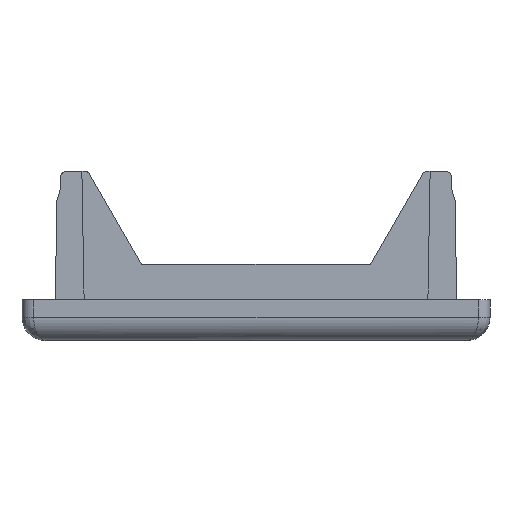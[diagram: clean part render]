
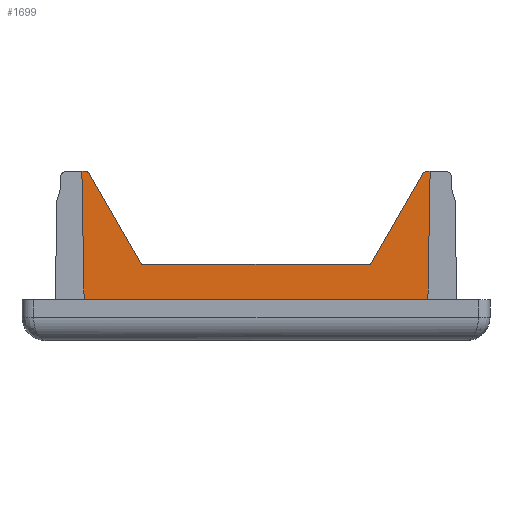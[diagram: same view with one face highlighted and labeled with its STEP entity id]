
A CAD part, left-side view. The second image highlights one B-rep face of the part: STEP entity #1699.
In plain terms, the highlighted planar face has unit normal (-1, 0, 0.018).
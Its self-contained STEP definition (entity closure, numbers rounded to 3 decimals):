
#46 = CARTESIAN_POINT ( 'NONE',  ( -0.794, -14.688, 11. ) ) ;
#48 = CARTESIAN_POINT ( 'NONE',  ( -1., 14.715, -0.8 ) ) ;
#75 = CARTESIAN_POINT ( 'NONE',  ( -0.794, -14.921, 11. ) ) ;
#94 = VERTEX_POINT ( 'NONE', #2095 ) ;
#159 = DIRECTION ( 'NONE',  ( 0., -1., 0. ) ) ;
#201 = DIRECTION ( 'NONE',  ( 0., 1., 0. ) ) ;
#212 = VERTEX_POINT ( 'NONE', #1589 ) ;
#219 = DIRECTION ( 'NONE',  ( -1., 0., 0.017 ) ) ;
#245 = ORIENTED_EDGE ( 'NONE', *, *, #1898, .F. ) ;
#271 = LINE ( 'NONE', #1240, #737 ) ;
#289 = CARTESIAN_POINT ( 'NONE',  ( -0.798, -14.255, 10.75 ) ) ;
#351 = CARTESIAN_POINT ( 'NONE',  ( -0.798, 14.255, 10.75 ) ) ;
#357 = CARTESIAN_POINT ( 'NONE',  ( -1.009, -14.706, -1.313 ) ) ;
#433 = AXIS2_PLACEMENT_3D ( 'NONE', #48, #219, #1432 ) ;
#461 = VERTEX_POINT ( 'NONE', #1307 ) ;
#491 = CARTESIAN_POINT ( 'NONE',  ( -1., 14.715, -0.804 ) ) ;
#494 = DIRECTION ( 'NONE',  ( 0., -1., 0. ) ) ;
#515 = VECTOR ( 'NONE', #1022, 1000. ) ;
#543 = VECTOR ( 'NONE', #494, 1000. ) ;
#546 = VECTOR ( 'NONE', #201, 1000. ) ;
#592 = ORIENTED_EDGE ( 'NONE', *, *, #1862, .T. ) ;
#604 = VERTEX_POINT ( 'NONE', #605 ) ;
#605 = CARTESIAN_POINT ( 'NONE',  ( -0.933, 9.8, 3.034 ) ) ;
#674 = ORIENTED_EDGE ( 'NONE', *, *, #2209, .T. ) ;
#707 = CARTESIAN_POINT ( 'NONE',  ( -0.794, 14.688, 11. ) ) ;
#737 = VECTOR ( 'NONE', #1075, 1000. ) ;
#740 = ORIENTED_EDGE ( 'NONE', *, *, #813, .T. ) ;
#758 = ORIENTED_EDGE ( 'NONE', *, *, #1463, .T. ) ;
#797 = CARTESIAN_POINT ( 'NONE',  ( -0.796, -14.347, 10.908 ) ) ;
#810 = DIRECTION ( 'NONE',  ( -0.015, 0.5, -0.866 ) ) ;
#813 = EDGE_CURVE ( 'NONE', #1199, #1877, #2054, .T. ) ;
#816 = DIRECTION ( 'NONE',  ( 0., -1., 0. ) ) ;
#858 = VECTOR ( 'NONE', #816, 1000. ) ;
#877 = CARTESIAN_POINT ( 'NONE',  ( -0.798, 14.255, 10.75 ) ) ;
#893 = CARTESIAN_POINT ( 'NONE',  ( -0.794, 14.688, 11. ) ) ;
#940 = ORIENTED_EDGE ( 'NONE', *, *, #978, .T. ) ;
#957 = LINE ( 'NONE', #1368, #1357 ) ;
#977 = CARTESIAN_POINT ( 'NONE',  ( -0.794, -14.505, 11. ) ) ;
#978 = EDGE_CURVE ( 'NONE', #212, #461, #987, .T. ) ;
#982 = VERTEX_POINT ( 'NONE', #1878 ) ;
#987 = LINE ( 'NONE', #491, #515 ) ;
#1022 = DIRECTION ( 'NONE',  ( -0.017, -0.017, -1. ) ) ;
#1073 = VERTEX_POINT ( 'NONE', #877 ) ;
#1075 = DIRECTION ( 'NONE',  ( 0.015, 0.5, 0.866 ) ) ;
#1089 = PLANE ( 'NONE',  #433 ) ;
#1117 = EDGE_CURVE ( 'NONE', #1223, #982, #1663, .T. ) ;
#1140 = VERTEX_POINT ( 'NONE', #893 ) ;
#1151 = CARTESIAN_POINT ( 'NONE',  ( -0.798, -14.255, 10.75 ) ) ;
#1158 = EDGE_CURVE ( 'NONE', #604, #1073, #271, .T. ) ;
#1197 = VECTOR ( 'NONE', #1756, 1000. ) ;
#1199 = VERTEX_POINT ( 'NONE', #46 ) ;
#1223 = VERTEX_POINT ( 'NONE', #75 ) ;
#1240 = CARTESIAN_POINT ( 'NONE',  ( -0.946, 9.368, 2.287 ) ) ;
#1245 = CARTESIAN_POINT ( 'NONE',  ( -0.933, 14.715, 3.034 ) ) ;
#1307 = CARTESIAN_POINT ( 'NONE',  ( -1., 14.715, -0.8 ) ) ;
#1357 = VECTOR ( 'NONE', #159, 1000. ) ;
#1368 = CARTESIAN_POINT ( 'NONE',  ( -0.794, 14.715, 11. ) ) ;
#1372 = LINE ( 'NONE', #2023, #2246 ) ;
#1432 = DIRECTION ( 'NONE',  ( 0.017, 0., 1. ) ) ;
#1463 = EDGE_CURVE ( 'NONE', #461, #982, #1936, .T. ) ;
#1493 = ORIENTED_EDGE ( 'NONE', *, *, #2250, .T. ) ;
#1520 = EDGE_CURVE ( 'NONE', #212, #1140, #957, .T. ) ;
#1532 = CARTESIAN_POINT ( 'NONE',  ( -1., 14.715, -0.8 ) ) ;
#1568 = CARTESIAN_POINT ( 'NONE',  ( -0.796, 14.347, 10.908 ) ) ;
#1589 = CARTESIAN_POINT ( 'NONE',  ( -0.794, 14.921, 11. ) ) ;
#1595 = EDGE_LOOP ( 'NONE', ( #245, #740, #592, #1493, #2157, #674, #2248, #940, #758, #1758 ) ) ;
#1663 = LINE ( 'NONE', #357, #1197 ) ;
#1699 = ADVANCED_FACE ( 'NONE', ( #1850 ), #1089, .T. ) ;
#1745 = CARTESIAN_POINT ( 'NONE',  ( -0.794, 14.505, 11. ) ) ;
#1756 = DIRECTION ( 'NONE',  ( -0.017, 0.017, -1. ) ) ;
#1758 = ORIENTED_EDGE ( 'NONE', *, *, #1117, .F. ) ;
#1850 = FACE_OUTER_BOUND ( 'NONE', #1595, .T. ) ;
#1862 = EDGE_CURVE ( 'NONE', #1877, #94, #1372, .T. ) ;
#1876 = LINE ( 'NONE', #1245, #546 ) ;
#1877 = VERTEX_POINT ( 'NONE', #289 ) ;
#1878 = CARTESIAN_POINT ( 'NONE',  ( -1., -14.715, -0.8 ) ) ;
#1898 = EDGE_CURVE ( 'NONE', #1199, #1223, #2196, .T. ) ;
#1926 =( BOUNDED_CURVE ( )  B_SPLINE_CURVE ( 3, ( #351, #1568, #1745, #707 ),
 .UNSPECIFIED., .F., .F. ) 
 B_SPLINE_CURVE_WITH_KNOTS ( ( 4, 4 ),
 ( 4.712, 5.76 ),
 .UNSPECIFIED. ) 
 CURVE ( )  GEOMETRIC_REPRESENTATION_ITEM ( )  RATIONAL_B_SPLINE_CURVE ( ( 1., 0.911, 0.911, 1. ) ) 
 REPRESENTATION_ITEM ( '' )  );
#1936 = LINE ( 'NONE', #1532, #543 ) ;
#2023 = CARTESIAN_POINT ( 'NONE',  ( -1.169, -2.011, -10.455 ) ) ;
#2054 =( BOUNDED_CURVE ( )  B_SPLINE_CURVE ( 3, ( #2191, #977, #797, #1151 ),
 .UNSPECIFIED., .F., .F. ) 
 B_SPLINE_CURVE_WITH_KNOTS ( ( 4, 4 ),
 ( 3.665, 4.712 ),
 .UNSPECIFIED. ) 
 CURVE ( )  GEOMETRIC_REPRESENTATION_ITEM ( )  RATIONAL_B_SPLINE_CURVE ( ( 1., 0.911, 0.911, 1. ) ) 
 REPRESENTATION_ITEM ( '' )  );
#2095 = CARTESIAN_POINT ( 'NONE',  ( -0.933, -9.8, 3.034 ) ) ;
#2157 = ORIENTED_EDGE ( 'NONE', *, *, #1158, .T. ) ;
#2191 = CARTESIAN_POINT ( 'NONE',  ( -0.794, -14.688, 11. ) ) ;
#2196 = LINE ( 'NONE', #2211, #858 ) ;
#2209 = EDGE_CURVE ( 'NONE', #1073, #1140, #1926, .T. ) ;
#2211 = CARTESIAN_POINT ( 'NONE',  ( -0.794, 14.715, 11. ) ) ;
#2246 = VECTOR ( 'NONE', #810, 1000. ) ;
#2248 = ORIENTED_EDGE ( 'NONE', *, *, #1520, .F. ) ;
#2250 = EDGE_CURVE ( 'NONE', #94, #604, #1876, .T. ) ;
